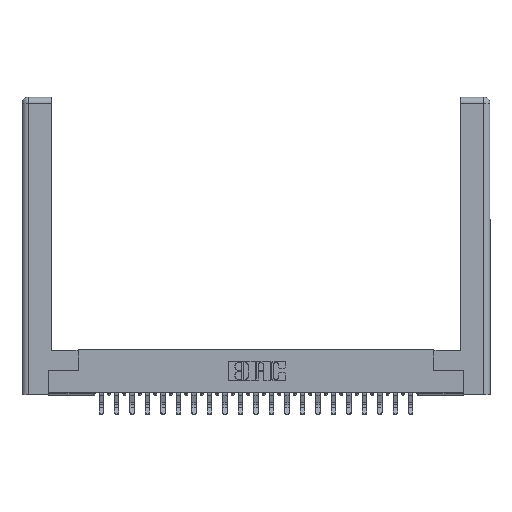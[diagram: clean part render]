
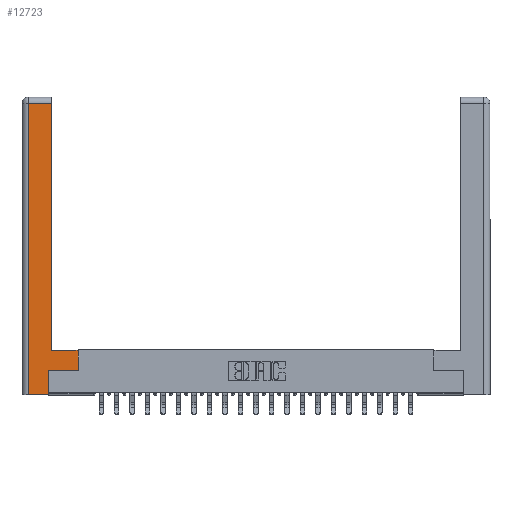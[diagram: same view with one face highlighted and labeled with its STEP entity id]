
A CAD part, top view. The second image highlights one B-rep face of the part: STEP entity #12723.
In plain terms, the highlighted planar face has unit normal (0, 0, 1).
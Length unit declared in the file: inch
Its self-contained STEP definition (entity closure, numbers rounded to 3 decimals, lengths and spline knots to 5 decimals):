
#129 = CARTESIAN_POINT ( 'NONE',  ( 0.0615, 0., 0. ) ) ;
#249 = VERTEX_POINT ( 'NONE', #2067 ) ;
#682 = VECTOR ( 'NONE', #8178, 39.37008 ) ;
#714 = EDGE_LOOP ( 'NONE', ( #15322, #27965, #882, #17689, #19068, #23712, #21760, #16818 ) ) ;
#882 = ORIENTED_EDGE ( 'NONE', *, *, #24017, .T. ) ;
#2067 = CARTESIAN_POINT ( 'NONE',  ( 0.0615, 0., 0. ) ) ;
#2154 = VERTEX_POINT ( 'NONE', #5593 ) ;
#2438 = CARTESIAN_POINT ( 'NONE',  ( 0.295, 0.45, 0. ) ) ;
#3925 = LINE ( 'NONE', #12182, #15452 ) ;
#4105 = LINE ( 'NONE', #14594, #682 ) ;
#5242 = DIRECTION ( 'NONE',  ( -1., 0., 0. ) ) ;
#5359 = EDGE_CURVE ( 'NONE', #21759, #15727, #4105, .T. ) ;
#5593 = CARTESIAN_POINT ( 'NONE',  ( 0.295, 2.94, 0. ) ) ;
#6485 = LINE ( 'NONE', #22302, #7488 ) ;
#6490 = DIRECTION ( 'NONE',  ( 0., 1., 0. ) ) ;
#6869 = LINE ( 'NONE', #2438, #18399 ) ;
#7488 = VECTOR ( 'NONE', #9405, 39.37008 ) ;
#8178 = DIRECTION ( 'NONE',  ( 0., 1., 0. ) ) ;
#8298 = CARTESIAN_POINT ( 'NONE',  ( 0.265, 0., 0. ) ) ;
#8516 = DIRECTION ( 'NONE',  ( 0., -1., 0. ) ) ;
#9029 = FACE_OUTER_BOUND ( 'NONE', #714, .T. ) ;
#9227 = LINE ( 'NONE', #13765, #18727 ) ;
#9405 = DIRECTION ( 'NONE',  ( 1., 0., 0. ) ) ;
#9553 = EDGE_CURVE ( 'NONE', #249, #10031, #6485, .T. ) ;
#10031 = VERTEX_POINT ( 'NONE', #8298 ) ;
#10115 = LINE ( 'NONE', #129, #12469 ) ;
#10142 = AXIS2_PLACEMENT_3D ( 'NONE', #28056, #27670, #16849 ) ;
#10378 = PLANE ( 'NONE',  #10142 ) ;
#11061 = VECTOR ( 'NONE', #6490, 39.37008 ) ;
#11546 = CARTESIAN_POINT ( 'NONE',  ( 0.0615, 2.94, 0. ) ) ;
#11618 = DIRECTION ( 'NONE',  ( 0., 1., 0. ) ) ;
#11837 = EDGE_CURVE ( 'NONE', #13767, #21759, #24364, .T. ) ;
#12182 = CARTESIAN_POINT ( 'NONE',  ( 0.265, 0.245, 0. ) ) ;
#12469 = VECTOR ( 'NONE', #8516, 39.37008 ) ;
#12664 = EDGE_CURVE ( 'NONE', #10031, #13767, #3925, .T. ) ;
#12723 = ADVANCED_FACE ( 'NONE', ( #9029 ), #10378, .F. ) ;
#12846 = EDGE_CURVE ( 'NONE', #13899, #2154, #13414, .T. ) ;
#13414 = LINE ( 'NONE', #25644, #11061 ) ;
#13765 = CARTESIAN_POINT ( 'NONE',  ( 0.0615, 2.94, 0. ) ) ;
#13767 = VERTEX_POINT ( 'NONE', #20872 ) ;
#13899 = VERTEX_POINT ( 'NONE', #23447 ) ;
#14351 = VERTEX_POINT ( 'NONE', #11546 ) ;
#14594 = CARTESIAN_POINT ( 'NONE',  ( 0.565, 0.45, 0. ) ) ;
#14623 = CARTESIAN_POINT ( 'NONE',  ( 0.565, 0.245, 0. ) ) ;
#15322 = ORIENTED_EDGE ( 'NONE', *, *, #12846, .T. ) ;
#15452 = VECTOR ( 'NONE', #11618, 39.37008 ) ;
#15727 = VERTEX_POINT ( 'NONE', #21818 ) ;
#16767 = EDGE_CURVE ( 'NONE', #15727, #13899, #6869, .T. ) ;
#16818 = ORIENTED_EDGE ( 'NONE', *, *, #16767, .T. ) ;
#16849 = DIRECTION ( 'NONE',  ( -1., 0., 0. ) ) ;
#17075 = EDGE_CURVE ( 'NONE', #2154, #14351, #9227, .T. ) ;
#17689 = ORIENTED_EDGE ( 'NONE', *, *, #9553, .T. ) ;
#18399 = VECTOR ( 'NONE', #26160, 39.37008 ) ;
#18727 = VECTOR ( 'NONE', #5242, 39.37008 ) ;
#19068 = ORIENTED_EDGE ( 'NONE', *, *, #12664, .T. ) ;
#20872 = CARTESIAN_POINT ( 'NONE',  ( 0.265, 0.245, 0. ) ) ;
#21759 = VERTEX_POINT ( 'NONE', #27364 ) ;
#21760 = ORIENTED_EDGE ( 'NONE', *, *, #5359, .T. ) ;
#21818 = CARTESIAN_POINT ( 'NONE',  ( 0.565, 0.45, 0. ) ) ;
#22302 = CARTESIAN_POINT ( 'NONE',  ( 0.265, 0., 0. ) ) ;
#23374 = DIRECTION ( 'NONE',  ( 1., 0., 0. ) ) ;
#23447 = CARTESIAN_POINT ( 'NONE',  ( 0.295, 0.45, 0. ) ) ;
#23712 = ORIENTED_EDGE ( 'NONE', *, *, #11837, .T. ) ;
#24017 = EDGE_CURVE ( 'NONE', #14351, #249, #10115, .T. ) ;
#24364 = LINE ( 'NONE', #14623, #28129 ) ;
#25644 = CARTESIAN_POINT ( 'NONE',  ( 0.295, 3., 0. ) ) ;
#26160 = DIRECTION ( 'NONE',  ( -1., 0., 0. ) ) ;
#27364 = CARTESIAN_POINT ( 'NONE',  ( 0.565, 0.245, 0. ) ) ;
#27670 = DIRECTION ( 'NONE',  ( 0., 0., -1. ) ) ;
#27965 = ORIENTED_EDGE ( 'NONE', *, *, #17075, .T. ) ;
#28056 = CARTESIAN_POINT ( 'NONE',  ( 0., 0., 0. ) ) ;
#28129 = VECTOR ( 'NONE', #23374, 39.37008 ) ;
